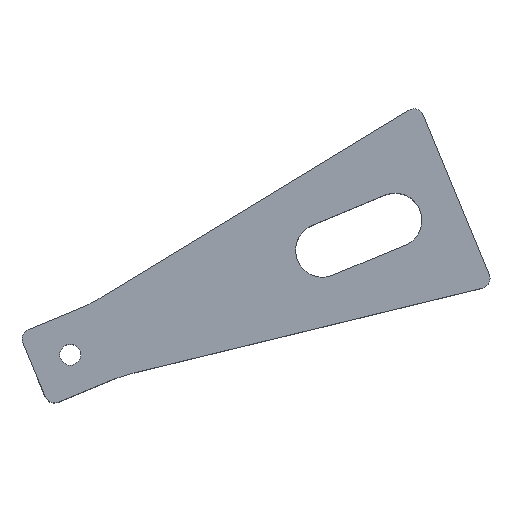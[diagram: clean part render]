
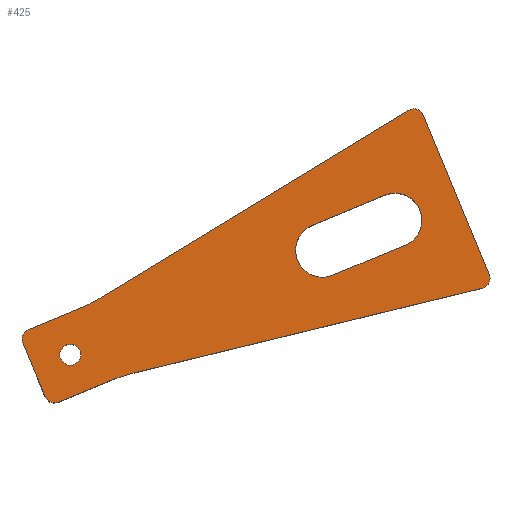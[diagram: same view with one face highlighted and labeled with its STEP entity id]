
A CAD part, top view. The second image highlights one B-rep face of the part: STEP entity #425.
In plain terms, the highlighted planar face has unit normal (0, 0, 1).
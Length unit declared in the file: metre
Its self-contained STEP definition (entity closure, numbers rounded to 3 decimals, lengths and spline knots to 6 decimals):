
#23=CIRCLE('',#462,0.001353);
#24=CIRCLE('',#463,0.00127);
#25=CIRCLE('',#464,0.0254);
#26=CIRCLE('',#465,0.00127);
#27=CIRCLE('',#466,0.00127);
#28=CIRCLE('',#467,0.0254);
#29=CIRCLE('',#468,0.00127);
#30=CIRCLE('',#469,0.003493);
#31=CIRCLE('',#470,0.003493);
#65=ORIENTED_EDGE('',*,*,#189,.T.);
#66=ORIENTED_EDGE('',*,*,#190,.F.);
#67=ORIENTED_EDGE('',*,*,#191,.T.);
#68=ORIENTED_EDGE('',*,*,#192,.F.);
#69=ORIENTED_EDGE('',*,*,#193,.T.);
#70=ORIENTED_EDGE('',*,*,#177,.F.);
#71=ORIENTED_EDGE('',*,*,#194,.T.);
#72=ORIENTED_EDGE('',*,*,#179,.F.);
#73=ORIENTED_EDGE('',*,*,#195,.T.);
#74=ORIENTED_EDGE('',*,*,#187,.F.);
#75=ORIENTED_EDGE('',*,*,#196,.T.);
#76=ORIENTED_EDGE('',*,*,#197,.F.);
#77=ORIENTED_EDGE('',*,*,#198,.T.);
#78=ORIENTED_EDGE('',*,*,#199,.T.);
#79=ORIENTED_EDGE('',*,*,#200,.T.);
#80=ORIENTED_EDGE('',*,*,#201,.T.);
#81=ORIENTED_EDGE('',*,*,#202,.T.);
#177=EDGE_CURVE('',#239,#240,#281,.T.);
#179=EDGE_CURVE('',#241,#242,#283,.T.);
#187=EDGE_CURVE('',#249,#250,#291,.T.);
#189=EDGE_CURVE('',#251,#251,#23,.F.);
#190=EDGE_CURVE('',#252,#253,#293,.T.);
#191=EDGE_CURVE('',#252,#254,#24,.T.);
#192=EDGE_CURVE('',#255,#254,#294,.T.);
#193=EDGE_CURVE('',#255,#240,#25,.F.);
#194=EDGE_CURVE('',#239,#242,#26,.T.);
#195=EDGE_CURVE('',#241,#250,#27,.T.);
#196=EDGE_CURVE('',#249,#256,#28,.F.);
#197=EDGE_CURVE('',#257,#256,#295,.T.);
#198=EDGE_CURVE('',#257,#253,#29,.T.);
#199=EDGE_CURVE('',#258,#259,#30,.T.);
#200=EDGE_CURVE('',#259,#260,#296,.T.);
#201=EDGE_CURVE('',#260,#261,#31,.T.);
#202=EDGE_CURVE('',#261,#258,#297,.T.);
#239=VERTEX_POINT('',#653);
#240=VERTEX_POINT('',#655);
#241=VERTEX_POINT('',#659);
#242=VERTEX_POINT('',#660);
#249=VERTEX_POINT('',#675);
#250=VERTEX_POINT('',#677);
#251=VERTEX_POINT('',#681);
#252=VERTEX_POINT('',#683);
#253=VERTEX_POINT('',#684);
#254=VERTEX_POINT('',#686);
#255=VERTEX_POINT('',#688);
#256=VERTEX_POINT('',#693);
#257=VERTEX_POINT('',#695);
#258=VERTEX_POINT('',#698);
#259=VERTEX_POINT('',#699);
#260=VERTEX_POINT('',#701);
#261=VERTEX_POINT('',#703);
#281=LINE('',#654,#321);
#283=LINE('',#658,#323);
#291=LINE('',#676,#331);
#293=LINE('',#682,#333);
#294=LINE('',#687,#334);
#295=LINE('',#694,#335);
#296=LINE('',#700,#336);
#297=LINE('',#704,#337);
#321=VECTOR('',#516,1.);
#323=VECTOR('',#520,1.);
#331=VECTOR('',#530,1.);
#333=VECTOR('',#536,1.);
#334=VECTOR('',#539,1.);
#335=VECTOR('',#548,1.);
#336=VECTOR('',#553,1.);
#337=VECTOR('',#556,1.);
#357=EDGE_LOOP('',(#65));
#358=EDGE_LOOP('',(#66,#67,#68,#69,#70,#71,#72,#73,#74,#75,#76,#77));
#359=EDGE_LOOP('',(#78,#79,#80,#81));
#385=FACE_BOUND('',#357,.T.);
#386=FACE_BOUND('',#358,.T.);
#387=FACE_BOUND('',#359,.T.);
#413=PLANE('',#461);
#425=ADVANCED_FACE('',(#385,#386,#387),#413,.T.);
#461=AXIS2_PLACEMENT_3D('',#679,#532,#533);
#462=AXIS2_PLACEMENT_3D('',#680,#534,#535);
#463=AXIS2_PLACEMENT_3D('',#685,#537,#538);
#464=AXIS2_PLACEMENT_3D('',#689,#540,#541);
#465=AXIS2_PLACEMENT_3D('',#690,#542,#543);
#466=AXIS2_PLACEMENT_3D('',#691,#544,#545);
#467=AXIS2_PLACEMENT_3D('',#692,#546,#547);
#468=AXIS2_PLACEMENT_3D('',#696,#549,#550);
#469=AXIS2_PLACEMENT_3D('',#697,#551,#552);
#470=AXIS2_PLACEMENT_3D('',#702,#554,#555);
#516=DIRECTION('',(0.924,0.383,0.));
#520=DIRECTION('',(-0.383,0.924,0.));
#530=DIRECTION('',(-0.924,-0.383,0.));
#532=DIRECTION('',(0.,0.,1.));
#533=DIRECTION('',(1.,0.,0.));
#534=DIRECTION('',(0.,0.,1.));
#535=DIRECTION('',(1.,0.,0.));
#536=DIRECTION('',(0.383,-0.924,0.));
#537=DIRECTION('',(0.,0.,1.));
#538=DIRECTION('',(1.,0.,0.));
#539=DIRECTION('',(0.854,0.52,0.));
#540=DIRECTION('',(0.,0.,1.));
#541=DIRECTION('',(1.,0.,0.));
#542=DIRECTION('',(0.,0.,1.));
#543=DIRECTION('',(1.,0.,0.));
#544=DIRECTION('',(0.,0.,1.));
#545=DIRECTION('',(1.,0.,0.));
#546=DIRECTION('',(0.,0.,1.));
#547=DIRECTION('',(1.,0.,0.));
#548=DIRECTION('',(-0.972,-0.236,0.));
#549=DIRECTION('',(0.,0.,1.));
#550=DIRECTION('',(1.,0.,0.));
#551=DIRECTION('',(0.,0.,-1.));
#552=DIRECTION('',(1.,0.,0.));
#553=DIRECTION('',(0.924,0.383,0.));
#554=DIRECTION('',(0.,0.,-1.));
#555=DIRECTION('',(1.,0.,0.));
#556=DIRECTION('',(-0.924,-0.383,0.));
#653=CARTESIAN_POINT('',(0.035016,0.020003,0.055169));
#654=CARTESIAN_POINT('',(0.038536,0.021461,0.055169));
#655=CARTESIAN_POINT('',(0.041416,0.022654,0.055169));
#658=CARTESIAN_POINT('',(0.035786,0.014823,0.055169));
#659=CARTESIAN_POINT('',(0.037244,0.011303,0.055169));
#660=CARTESIAN_POINT('',(0.034328,0.018343,0.055169));
#675=CARTESIAN_POINT('',(0.045304,0.013267,0.055169));
#676=CARTESIAN_POINT('',(0.042424,0.012074,0.055169));
#677=CARTESIAN_POINT('',(0.038904,0.010616,0.055169));
#679=CARTESIAN_POINT('',(0.,0.,0.055169));
#680=CARTESIAN_POINT('',(0.04048,0.016767,0.055169));
#681=CARTESIAN_POINT('',(0.041832,0.016767,0.055169));
#682=CARTESIAN_POINT('',(0.090464,0.037471,0.055169));
#683=CARTESIAN_POINT('',(0.086171,0.047835,0.055169));
#684=CARTESIAN_POINT('',(0.094756,0.027108,0.055169));
#685=CARTESIAN_POINT('',(0.084997,0.047349,0.055169));
#686=CARTESIAN_POINT('',(0.084337,0.048433,0.055169));
#687=CARTESIAN_POINT('',(0.064416,0.036305,0.055169));
#688=CARTESIAN_POINT('',(0.044905,0.024425,0.055169));
#689=CARTESIAN_POINT('',(0.031696,0.04612,0.055169));
#690=CARTESIAN_POINT('',(0.035502,0.018829,0.055169));
#691=CARTESIAN_POINT('',(0.038418,0.011789,0.055169));
#692=CARTESIAN_POINT('',(0.055024,-0.010199,0.055169));
#693=CARTESIAN_POINT('',(0.049024,0.014482,0.055169));
#694=CARTESIAN_POINT('',(0.07122,0.019878,0.055169));
#695=CARTESIAN_POINT('',(0.093883,0.025388,0.055169));
#696=CARTESIAN_POINT('',(0.093583,0.026622,0.055169));
#697=CARTESIAN_POINT('',(0.073157,0.030303,0.055169));
#698=CARTESIAN_POINT('',(0.074493,0.027076,0.055169));
#699=CARTESIAN_POINT('',(0.07182,0.033529,0.055169));
#700=CARTESIAN_POINT('',(0.076514,0.035473,0.055169));
#701=CARTESIAN_POINT('',(0.081207,0.037417,0.055169));
#702=CARTESIAN_POINT('',(0.082544,0.034191,0.055169));
#703=CARTESIAN_POINT('',(0.08388,0.030964,0.055169));
#704=CARTESIAN_POINT('',(0.079187,0.02902,0.055169));
